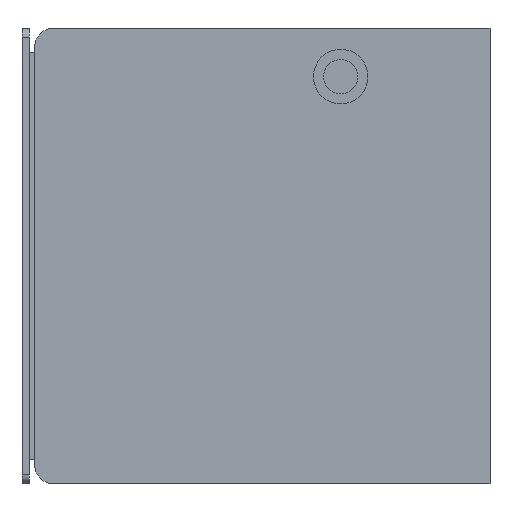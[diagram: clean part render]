
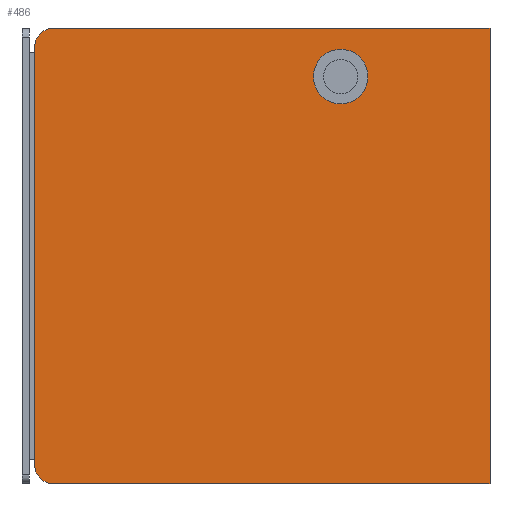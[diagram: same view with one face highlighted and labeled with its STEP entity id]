
A CAD part, left-side view. The second image highlights one B-rep face of the part: STEP entity #486.
In plain terms, the highlighted planar face has unit normal (-1, 0, 0).
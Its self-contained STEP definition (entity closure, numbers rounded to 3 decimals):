
#25 = CARTESIAN_POINT ( 'NONE',  ( -150., -17., -125. ) ) ;
#32 = EDGE_CURVE ( 'NONE', #1819, #1819, #2239, .T. ) ;
#88 = EDGE_CURVE ( 'NONE', #1628, #1402, #1886, .T. ) ;
#101 = AXIS2_PLACEMENT_3D ( 'NONE', #1378, #1079, #1098 ) ;
#117 = EDGE_CURVE ( 'NONE', #1374, #961, #1194, .T. ) ;
#134 = EDGE_CURVE ( 'NONE', #1422, #961, #2243, .T. ) ;
#151 = AXIS2_PLACEMENT_3D ( 'NONE', #1279, #1404, #1435 ) ;
#152 = EDGE_CURVE ( 'NONE', #890, #1422, #2082, .T. ) ;
#247 = ORIENTED_EDGE ( 'NONE', *, *, #88, .T. ) ;
#256 = CARTESIAN_POINT ( 'NONE',  ( -150., -175., 83.5 ) ) ;
#267 = CARTESIAN_POINT ( 'NONE',  ( -150., -257., 125. ) ) ;
#269 = ORIENTED_EDGE ( 'NONE', *, *, #1982, .T. ) ;
#445 = ORIENTED_EDGE ( 'NONE', *, *, #117, .T. ) ;
#486 = ADVANCED_FACE ( 'NONE', ( #1322, #1426 ), #592, .F. ) ;
#525 = ORIENTED_EDGE ( 'NONE', *, *, #134, .F. ) ;
#573 = ORIENTED_EDGE ( 'NONE', *, *, #1286, .T. ) ;
#592 = PLANE ( 'NONE',  #151 ) ;
#596 = VECTOR ( 'NONE', #1338, 1000. ) ;
#643 = LINE ( 'NONE', #1219, #596 ) ;
#686 = AXIS2_PLACEMENT_3D ( 'NONE', #1715, #1729, #1768 ) ;
#855 = EDGE_LOOP ( 'NONE', ( #1469 ) ) ;
#862 = AXIS2_PLACEMENT_3D ( 'NONE', #1542, #1561, #1587 ) ;
#890 = VERTEX_POINT ( 'NONE', #267 ) ;
#961 = VERTEX_POINT ( 'NONE', #25 ) ;
#1079 = DIRECTION ( 'NONE',  ( -1., 0., 0. ) ) ;
#1098 = DIRECTION ( 'NONE',  ( 0., 0., -1. ) ) ;
#1154 = EDGE_LOOP ( 'NONE', ( #269, #247, #573, #445, #525, #2191 ) ) ;
#1194 = CIRCLE ( 'NONE', #686, 10. ) ;
#1219 = CARTESIAN_POINT ( 'NONE',  ( -150., -7., -125. ) ) ;
#1279 = CARTESIAN_POINT ( 'NONE',  ( -150., -10., -125. ) ) ;
#1286 = EDGE_CURVE ( 'NONE', #1402, #1374, #643, .T. ) ;
#1322 = FACE_BOUND ( 'NONE', #855, .T. ) ;
#1338 = DIRECTION ( 'NONE',  ( 0., 0., -1. ) ) ;
#1374 = VERTEX_POINT ( 'NONE', #1733 ) ;
#1378 = CARTESIAN_POINT ( 'NONE',  ( -150., -175., 98.5 ) ) ;
#1402 = VERTEX_POINT ( 'NONE', #1748 ) ;
#1404 = DIRECTION ( 'NONE',  ( 1., 0., 0. ) ) ;
#1422 = VERTEX_POINT ( 'NONE', #1917 ) ;
#1426 = FACE_OUTER_BOUND ( 'NONE', #1154, .T. ) ;
#1435 = DIRECTION ( 'NONE',  ( 0., 0., -1. ) ) ;
#1469 = ORIENTED_EDGE ( 'NONE', *, *, #32, .F. ) ;
#1480 = CARTESIAN_POINT ( 'NONE',  ( -150., -17., 125. ) ) ;
#1542 = CARTESIAN_POINT ( 'NONE',  ( -150., -17., 115. ) ) ;
#1561 = DIRECTION ( 'NONE',  ( -1., 0., 0. ) ) ;
#1587 = DIRECTION ( 'NONE',  ( 0., 0., -1. ) ) ;
#1608 = DIRECTION ( 'NONE',  ( 0., 1., 0. ) ) ;
#1625 = CARTESIAN_POINT ( 'NONE',  ( -150., -10., 125. ) ) ;
#1628 = VERTEX_POINT ( 'NONE', #1480 ) ;
#1686 = DIRECTION ( 'NONE',  ( 0., 1., 0. ) ) ;
#1715 = CARTESIAN_POINT ( 'NONE',  ( -150., -17., -115. ) ) ;
#1729 = DIRECTION ( 'NONE',  ( -1., 0., 0. ) ) ;
#1733 = CARTESIAN_POINT ( 'NONE',  ( -150., -7., -115. ) ) ;
#1748 = CARTESIAN_POINT ( 'NONE',  ( -150., -7., 115. ) ) ;
#1768 = DIRECTION ( 'NONE',  ( 0., 0., -1. ) ) ;
#1803 = CARTESIAN_POINT ( 'NONE',  ( -150., -10., -125. ) ) ;
#1819 = VERTEX_POINT ( 'NONE', #256 ) ;
#1826 = VECTOR ( 'NONE', #1686, 1000. ) ;
#1883 = VECTOR ( 'NONE', #1890, 1000. ) ;
#1886 = CIRCLE ( 'NONE', #862, 10. ) ;
#1890 = DIRECTION ( 'NONE',  ( 0., 0., -1. ) ) ;
#1917 = CARTESIAN_POINT ( 'NONE',  ( -150., -257., -125. ) ) ;
#1952 = CARTESIAN_POINT ( 'NONE',  ( -150., -257., 196.589 ) ) ;
#1982 = EDGE_CURVE ( 'NONE', #890, #1628, #2132, .T. ) ;
#2082 = LINE ( 'NONE', #1952, #1883 ) ;
#2132 = LINE ( 'NONE', #1625, #2230 ) ;
#2191 = ORIENTED_EDGE ( 'NONE', *, *, #152, .F. ) ;
#2230 = VECTOR ( 'NONE', #1608, 1000. ) ;
#2239 = CIRCLE ( 'NONE', #101, 15. ) ;
#2243 = LINE ( 'NONE', #1803, #1826 ) ;
